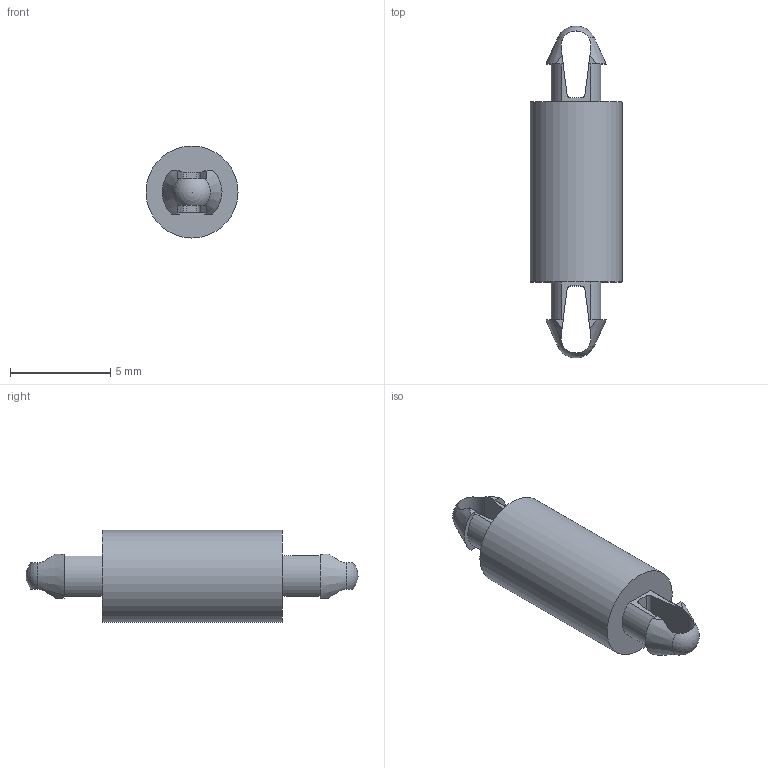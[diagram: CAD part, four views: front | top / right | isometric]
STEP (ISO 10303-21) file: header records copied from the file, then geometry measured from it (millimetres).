
FILE_DESCRIPTION( ( 'Unknown' ), '1' );
FILE_NAME( '709670090.stp', 'Unknown', ( 'Unknown' ), ( 'Unknown' ), 'PSStep 19.0.9', 'Unknown', ' ' );
FILE_SCHEMA( ( 'AUTOMOTIVE_DESIGN { 1 0 10303 214 1 1 1 1 }' ) );
Length unit declared in the file: millimetre
Products named in the file (1): 1
Bounding box: 4.6 x 16.6 x 4.6 mm (x, y, z)
Volume: 163.7 mm3; surface area: 228 mm2
Topology: 1 solids, 1 shells, 41 faces, 129 edges, 86 vertices
Faces by surface type: plane 24, cylinder 11, cone 4, sphere 2
Full cylindrical faces by diameter (mm): 4.6 x1
Entity records: 1782 total; most frequent: CARTESIAN_POINT 336, ORIENTED_EDGE 244, DIRECTION 212, EDGE_CURVE 122, VERTEX_POINT 84, AXIS2_PLACEMENT_3D 72, LINE 68, VECTOR 68
